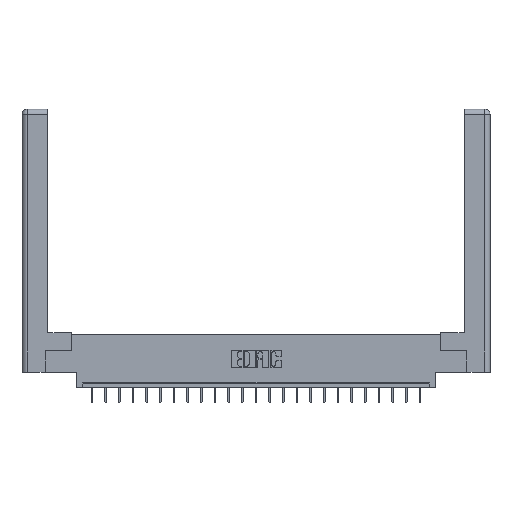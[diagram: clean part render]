
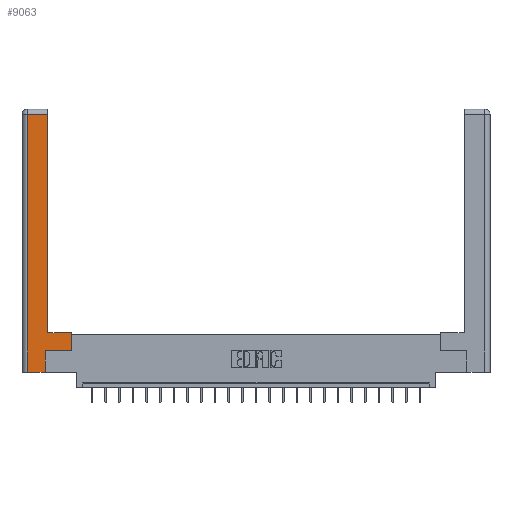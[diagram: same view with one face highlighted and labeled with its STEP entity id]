
A CAD part, top view. The second image highlights one B-rep face of the part: STEP entity #9063.
In plain terms, the highlighted planar face has unit normal (0, 0, 1).
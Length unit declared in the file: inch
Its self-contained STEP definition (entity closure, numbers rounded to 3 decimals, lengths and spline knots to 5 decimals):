
#272 = FACE_OUTER_BOUND ( 'NONE', #22000, .T. ) ;
#343 = VERTEX_POINT ( 'NONE', #2577 ) ;
#568 = DIRECTION ( 'NONE',  ( 0., 0., -1. ) ) ;
#1308 = ORIENTED_EDGE ( 'NONE', *, *, #15604, .T. ) ;
#1457 = VECTOR ( 'NONE', #14022, 39.37008 ) ;
#1569 = CARTESIAN_POINT ( 'NONE',  ( 0.565, 0.245, 0. ) ) ;
#1655 = ORIENTED_EDGE ( 'NONE', *, *, #7454, .T. ) ;
#1684 = CARTESIAN_POINT ( 'NONE',  ( 0.265, 0.245, 0. ) ) ;
#1698 = AXIS2_PLACEMENT_3D ( 'NONE', #4067, #568, #5920 ) ;
#1723 = DIRECTION ( 'NONE',  ( 1., 0., 0. ) ) ;
#2145 = CARTESIAN_POINT ( 'NONE',  ( 0.265, 0., 0. ) ) ;
#2153 = ORIENTED_EDGE ( 'NONE', *, *, #22558, .T. ) ;
#2577 = CARTESIAN_POINT ( 'NONE',  ( 0.295, 2.94, 0. ) ) ;
#3074 = DIRECTION ( 'NONE',  ( 0., -1., 0. ) ) ;
#3198 = ORIENTED_EDGE ( 'NONE', *, *, #5858, .T. ) ;
#3394 = LINE ( 'NONE', #1684, #7928 ) ;
#3621 = CARTESIAN_POINT ( 'NONE',  ( 0.265, 0., 0. ) ) ;
#4067 = CARTESIAN_POINT ( 'NONE',  ( 0., 0., 0. ) ) ;
#4521 = ORIENTED_EDGE ( 'NONE', *, *, #22159, .T. ) ;
#4858 = LINE ( 'NONE', #23284, #1457 ) ;
#5858 = EDGE_CURVE ( 'NONE', #15547, #11241, #9268, .T. ) ;
#5903 = ORIENTED_EDGE ( 'NONE', *, *, #13406, .T. ) ;
#5920 = DIRECTION ( 'NONE',  ( -1., 0., 0. ) ) ;
#5983 = LINE ( 'NONE', #9349, #15099 ) ;
#6551 = VERTEX_POINT ( 'NONE', #16514 ) ;
#7057 = DIRECTION ( 'NONE',  ( 1., 0., 0. ) ) ;
#7381 = CARTESIAN_POINT ( 'NONE',  ( 0.565, 0.45, 0. ) ) ;
#7454 = EDGE_CURVE ( 'NONE', #19847, #14120, #7863, .T. ) ;
#7513 = LINE ( 'NONE', #17974, #12607 ) ;
#7514 = DIRECTION ( 'NONE',  ( 0., 1., 0. ) ) ;
#7863 = LINE ( 'NONE', #3621, #14149 ) ;
#7928 = VECTOR ( 'NONE', #23505, 39.37008 ) ;
#8034 = ORIENTED_EDGE ( 'NONE', *, *, #23053, .T. ) ;
#9063 = ADVANCED_FACE ( 'NONE', ( #272 ), #13143, .F. ) ;
#9268 = LINE ( 'NONE', #1569, #21247 ) ;
#9349 = CARTESIAN_POINT ( 'NONE',  ( 0.295, 3., 0. ) ) ;
#10770 = CARTESIAN_POINT ( 'NONE',  ( 0.565, 0.245, 0. ) ) ;
#11241 = VERTEX_POINT ( 'NONE', #10770 ) ;
#11769 = LINE ( 'NONE', #21846, #12919 ) ;
#12323 = VECTOR ( 'NONE', #3074, 39.37008 ) ;
#12607 = VECTOR ( 'NONE', #22184, 39.37008 ) ;
#12919 = VECTOR ( 'NONE', #18095, 39.37008 ) ;
#13143 = PLANE ( 'NONE',  #1698 ) ;
#13406 = EDGE_CURVE ( 'NONE', #16377, #6551, #7513, .T. ) ;
#13637 = CARTESIAN_POINT ( 'NONE',  ( 0.0615, 2.94, 0. ) ) ;
#14022 = DIRECTION ( 'NONE',  ( 0., 1., 0. ) ) ;
#14055 = ORIENTED_EDGE ( 'NONE', *, *, #14560, .T. ) ;
#14120 = VERTEX_POINT ( 'NONE', #2145 ) ;
#14149 = VECTOR ( 'NONE', #1723, 39.37008 ) ;
#14174 = CARTESIAN_POINT ( 'NONE',  ( 0.0615, 0., 0. ) ) ;
#14560 = EDGE_CURVE ( 'NONE', #15324, #19847, #20283, .T. ) ;
#15099 = VECTOR ( 'NONE', #7514, 39.37008 ) ;
#15324 = VERTEX_POINT ( 'NONE', #13637 ) ;
#15547 = VERTEX_POINT ( 'NONE', #15930 ) ;
#15604 = EDGE_CURVE ( 'NONE', #343, #15324, #11769, .T. ) ;
#15930 = CARTESIAN_POINT ( 'NONE',  ( 0.265, 0.245, 0. ) ) ;
#16377 = VERTEX_POINT ( 'NONE', #7381 ) ;
#16514 = CARTESIAN_POINT ( 'NONE',  ( 0.295, 0.45, 0. ) ) ;
#17974 = CARTESIAN_POINT ( 'NONE',  ( 0.295, 0.45, 0. ) ) ;
#18095 = DIRECTION ( 'NONE',  ( -1., 0., 0. ) ) ;
#19719 = CARTESIAN_POINT ( 'NONE',  ( 0.0615, 0., 0. ) ) ;
#19847 = VERTEX_POINT ( 'NONE', #14174 ) ;
#20283 = LINE ( 'NONE', #19719, #12323 ) ;
#21247 = VECTOR ( 'NONE', #7057, 39.37008 ) ;
#21846 = CARTESIAN_POINT ( 'NONE',  ( 0.0615, 2.94, 0. ) ) ;
#22000 = EDGE_LOOP ( 'NONE', ( #2153, #1308, #14055, #1655, #8034, #3198, #4521, #5903 ) ) ;
#22159 = EDGE_CURVE ( 'NONE', #11241, #16377, #4858, .T. ) ;
#22184 = DIRECTION ( 'NONE',  ( -1., 0., 0. ) ) ;
#22558 = EDGE_CURVE ( 'NONE', #6551, #343, #5983, .T. ) ;
#23053 = EDGE_CURVE ( 'NONE', #14120, #15547, #3394, .T. ) ;
#23284 = CARTESIAN_POINT ( 'NONE',  ( 0.565, 0.45, 0. ) ) ;
#23505 = DIRECTION ( 'NONE',  ( 0., 1., 0. ) ) ;
